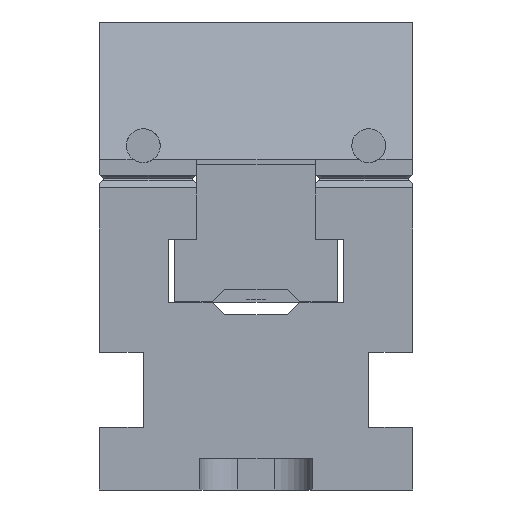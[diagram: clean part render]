
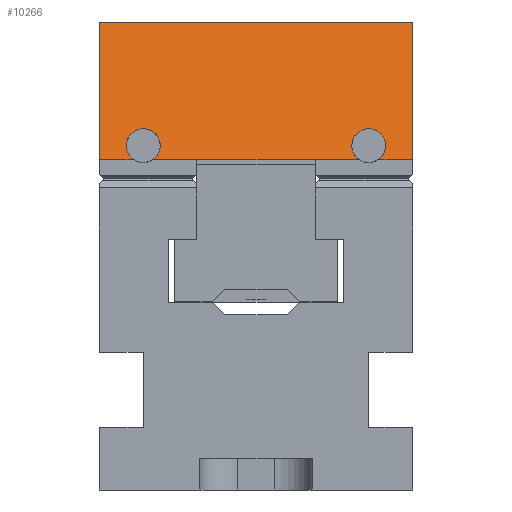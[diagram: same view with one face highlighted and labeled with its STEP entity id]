
A CAD part, front view. The second image highlights one B-rep face of the part: STEP entity #10266.
In plain terms, the highlighted face is planar.
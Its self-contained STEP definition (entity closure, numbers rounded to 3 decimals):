
#10266 = ADVANCED_FACE( '', ( #20727 ), #20728, .T. );
#20727 = FACE_OUTER_BOUND( '', #31281, .T. );
#20728 = PLANE( '', #31282 );
#31281 = EDGE_LOOP( '', ( #62804, #62805, #62806, #62807, #62808, #62809, #62810, #62811, #62812, #62813, #62814, #62815 ) );
#31282 = AXIS2_PLACEMENT_3D( '', #62816, #62817, #62818 );
#62804 = ORIENTED_EDGE( '', *, *, #76337, .F. );
#62805 = ORIENTED_EDGE( '', *, *, #76617, .T. );
#62806 = ORIENTED_EDGE( '', *, *, #70789, .F. );
#62807 = ORIENTED_EDGE( '', *, *, #76616, .T. );
#62808 = ORIENTED_EDGE( '', *, *, #76271, .F. );
#62809 = ORIENTED_EDGE( '', *, *, #65755, .F. );
#62810 = ORIENTED_EDGE( '', *, *, #78771, .T. );
#62811 = ORIENTED_EDGE( '', *, *, #78431, .T. );
#62812 = ORIENTED_EDGE( '', *, *, #66540, .F. );
#62813 = ORIENTED_EDGE( '', *, *, #78430, .T. );
#62814 = ORIENTED_EDGE( '', *, *, #75977, .F. );
#62815 = ORIENTED_EDGE( '', *, *, #78772, .F. );
#62816 = CARTESIAN_POINT( '', ( 25., 11.85, 12.5 ) );
#62817 = DIRECTION( '', ( 0., 0.966, 0.259 ) );
#62818 = DIRECTION( '', ( 0., -0.259, 0.966 ) );
#65755 = EDGE_CURVE( '', #79394, #79396, #79397, .T. );
#66540 = EDGE_CURVE( '', #80805, #80806, #80807, .T. );
#70789 = EDGE_CURVE( '', #88101, #88102, #88103, .T. );
#75977 = EDGE_CURVE( '', #95746, #95740, #95748, .T. );
#76271 = EDGE_CURVE( '', #79396, #96094, #96097, .T. );
#76337 = EDGE_CURVE( '', #96175, #96177, #96178, .T. );
#76616 = EDGE_CURVE( '', #88101, #96094, #96517, .T. );
#76617 = EDGE_CURVE( '', #96175, #88102, #96518, .T. );
#78430 = EDGE_CURVE( '', #80805, #95740, #98586, .T. );
#78431 = EDGE_CURVE( '', #98587, #80806, #98588, .T. );
#78771 = EDGE_CURVE( '', #79394, #98587, #98951, .T. );
#78772 = EDGE_CURVE( '', #96177, #95746, #98952, .T. );
#79394 = VERTEX_POINT( '', #99747 );
#79396 = VERTEX_POINT( '', #99750 );
#79397 = LINE( '', #99751, #99752 );
#80805 = VERTEX_POINT( '', #101823 );
#80806 = VERTEX_POINT( '', #101824 );
#80807 = ELLIPSE( '', #101825, 2.795, 2.7 );
#88101 = VERTEX_POINT( '', #112633 );
#88102 = VERTEX_POINT( '', #112634 );
#88103 = ELLIPSE( '', #112635, 2.795, 2.7 );
#95740 = VERTEX_POINT( '', #124353 );
#95746 = VERTEX_POINT( '', #124362 );
#95748 = LINE( '', #124365, #124366 );
#96094 = VERTEX_POINT( '', #124872 );
#96097 = LINE( '', #124877, #124878 );
#96175 = VERTEX_POINT( '', #124981 );
#96177 = VERTEX_POINT( '', #124984 );
#96178 = LINE( '', #124985, #124986 );
#96517 = LINE( '', #125469, #125470 );
#96518 = LINE( '', #125471, #125472 );
#98586 = LINE( '', #128478, #128479 );
#98587 = VERTEX_POINT( '', #128480 );
#98588 = LINE( '', #128481, #128482 );
#98951 = LINE( '', #128993, #128994 );
#98952 = LINE( '', #128995, #128996 );
#99747 = CARTESIAN_POINT( '', ( 25., 11.85, 12.5 ) );
#99750 = CARTESIAN_POINT( '', ( -25., 11.85, 12.5 ) );
#99751 = CARTESIAN_POINT( '', ( 25., 11.85, 12.5 ) );
#99752 = VECTOR( '', #129491, 1000. );
#101823 = CARTESIAN_POINT( '', ( 16.537, 17.75, -9.519 ) );
#101824 = CARTESIAN_POINT( '', ( 19.463, 17.75, -9.519 ) );
#101825 = AXIS2_PLACEMENT_3D( '', #130187, #130188, #130189 );
#112633 = CARTESIAN_POINT( '', ( -19.463, 17.75, -9.519 ) );
#112634 = CARTESIAN_POINT( '', ( -16.537, 17.75, -9.519 ) );
#112635 = AXIS2_PLACEMENT_3D( '', #133938, #133939, #133940 );
#124353 = CARTESIAN_POINT( '', ( 9.5, 17.75, -9.519 ) );
#124362 = CARTESIAN_POINT( '', ( 9.5, 17.745, -9.5 ) );
#124365 = CARTESIAN_POINT( '', ( 9.5, 11.85, 12.5 ) );
#124366 = VECTOR( '', #138248, 1000. );
#124872 = CARTESIAN_POINT( '', ( -25., 17.75, -9.519 ) );
#124877 = CARTESIAN_POINT( '', ( -25., 11.85, 12.5 ) );
#124878 = VECTOR( '', #138444, 1000. );
#124981 = CARTESIAN_POINT( '', ( -9.5, 17.75, -9.519 ) );
#124984 = CARTESIAN_POINT( '', ( -9.5, 17.745, -9.5 ) );
#124985 = CARTESIAN_POINT( '', ( -9.5, 11.85, 12.5 ) );
#124986 = VECTOR( '', #138504, 1000. );
#125469 = CARTESIAN_POINT( '', ( 25., 17.75, -9.519 ) );
#125470 = VECTOR( '', #138682, 1000. );
#125471 = CARTESIAN_POINT( '', ( 25., 17.75, -9.519 ) );
#125472 = VECTOR( '', #138683, 1000. );
#128478 = CARTESIAN_POINT( '', ( 25., 17.75, -9.519 ) );
#128479 = VECTOR( '', #139690, 1000. );
#128480 = CARTESIAN_POINT( '', ( 25., 17.75, -9.519 ) );
#128481 = CARTESIAN_POINT( '', ( 25., 17.75, -9.519 ) );
#128482 = VECTOR( '', #139691, 1000. );
#128993 = CARTESIAN_POINT( '', ( 25., 11.85, 12.5 ) );
#128994 = VECTOR( '', #139840, 1000. );
#128995 = CARTESIAN_POINT( '', ( 25., 17.745, -9.5 ) );
#128996 = VECTOR( '', #139841, 1000. );
#129491 = DIRECTION( '', ( -1., 0., 0. ) );
#130187 = CARTESIAN_POINT( '', ( 18., 17.142, -7.25 ) );
#130188 = DIRECTION( '', ( 0., 0.966, 0.259 ) );
#130189 = DIRECTION( '', ( 0., 0.259, -0.966 ) );
#133938 = CARTESIAN_POINT( '', ( -18., 17.142, -7.25 ) );
#133939 = DIRECTION( '', ( 0., 0.966, 0.259 ) );
#133940 = DIRECTION( '', ( 0., 0.259, -0.966 ) );
#138248 = DIRECTION( '', ( 0., 0.259, -0.966 ) );
#138444 = DIRECTION( '', ( 0., 0.259, -0.966 ) );
#138504 = DIRECTION( '', ( 0., -0.259, 0.966 ) );
#138682 = DIRECTION( '', ( -1., 0., 0. ) );
#138683 = DIRECTION( '', ( -1., 0., 0. ) );
#139690 = DIRECTION( '', ( -1., 0., 0. ) );
#139691 = DIRECTION( '', ( -1., 0., 0. ) );
#139840 = DIRECTION( '', ( 0., 0.259, -0.966 ) );
#139841 = DIRECTION( '', ( 1., 0., 0. ) );
